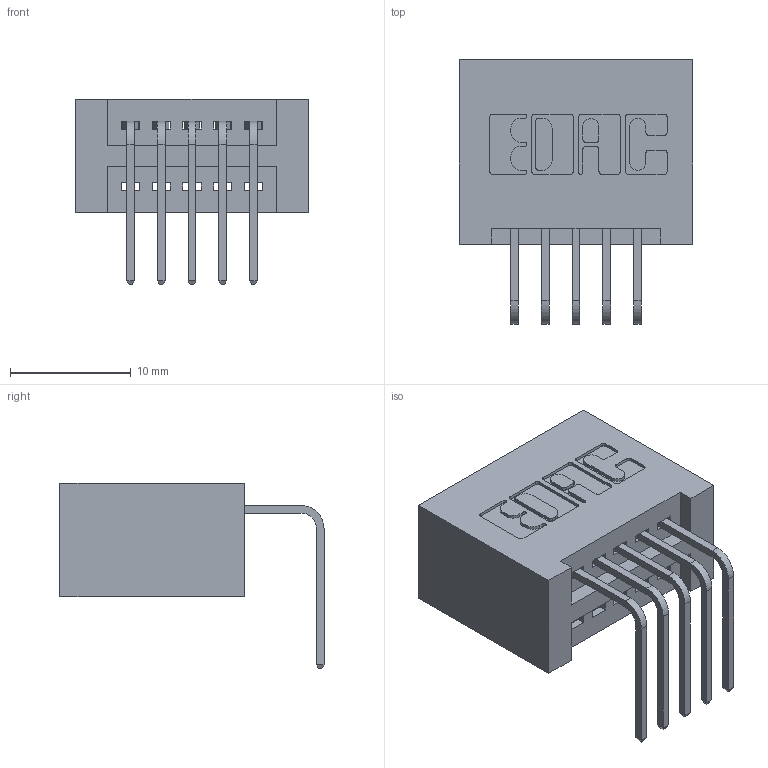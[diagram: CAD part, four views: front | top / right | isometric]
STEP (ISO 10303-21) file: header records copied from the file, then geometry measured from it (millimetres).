
FILE_DESCRIPTION (( 'STEP AP203' ), '1' );
FILE_NAME ('345-005-558-101.STEP', '2018-08-16T22:32:43', ( '' ), ( '' ), 'SwSTEP 2.0', 'SolidWorks 2016', '' );
FILE_SCHEMA (( 'CONFIG_CONTROL_DESIGN' ));
Length unit declared in the file: inch
Products named in the file (3): 345 Part_No Mounting Lugs; 345-292-001_558 Tail - 2; 345-005-558-101
Assembly tree (6 placements, depth 2):
  345-005-558-101
    345 Part_No Mounting Lugs
    345-292-001_558 Tail - 2  x5
Bounding box: 19.3 x 21.83 x 15.37 mm (x, y, z)
Volume: 2131.4 mm3; surface area: 2617.7 mm2
Topology: 6 solids, 6 shells, 418 faces, 1227 edges, 810 vertices
Faces by surface type: plane 286, cylinder 132
Entity records: 8551 total; most frequent: CARTESIAN_POINT 1491, ORIENTED_EDGE 1430, DIRECTION 1349, EDGE_CURVE 715, LINE 571, VECTOR 571, VERTEX_POINT 474, AXIS2_PLACEMENT_3D 389
